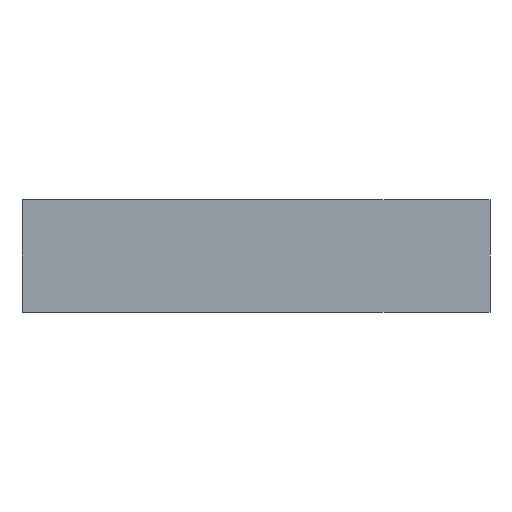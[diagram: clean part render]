
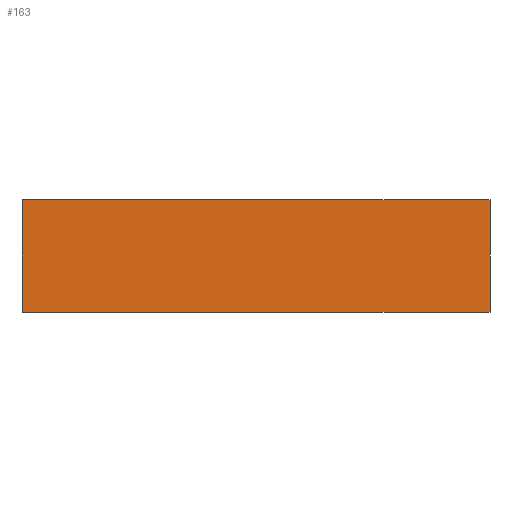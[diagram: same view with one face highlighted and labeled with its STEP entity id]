
A CAD part, front view. The second image highlights one B-rep face of the part: STEP entity #163.
In plain terms, the highlighted planar face has unit normal (0, -1, 0).
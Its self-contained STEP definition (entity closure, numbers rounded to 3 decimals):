
#18=PLANE('',#188);
#26=FACE_OUTER_BOUND('',#35,.T.);
#35=EDGE_LOOP('',(#125,#126,#127,#128));
#48=LINE('',#257,#65);
#49=LINE('',#260,#66);
#50=LINE('',#262,#67);
#51=LINE('',#263,#68);
#65=VECTOR('',#211,10.);
#66=VECTOR('',#214,10.);
#67=VECTOR('',#215,10.);
#68=VECTOR('',#216,10.);
#84=VERTEX_POINT('',#250);
#87=VERTEX_POINT('',#255);
#88=VERTEX_POINT('',#259);
#89=VERTEX_POINT('',#261);
#102=EDGE_CURVE('',#84,#87,#48,.T.);
#103=EDGE_CURVE('',#88,#84,#49,.T.);
#104=EDGE_CURVE('',#89,#87,#50,.T.);
#105=EDGE_CURVE('',#88,#89,#51,.T.);
#125=ORIENTED_EDGE('',*,*,#103,.T.);
#126=ORIENTED_EDGE('',*,*,#102,.T.);
#127=ORIENTED_EDGE('',*,*,#104,.F.);
#128=ORIENTED_EDGE('',*,*,#105,.F.);
#163=ADVANCED_FACE('',(#26),#18,.T.);
#188=AXIS2_PLACEMENT_3D('',#258,#212,#213);
#211=DIRECTION('',(0.,0.,1.));
#212=DIRECTION('center_axis',(0.,-1.,0.));
#213=DIRECTION('ref_axis',(1.,0.,0.));
#214=DIRECTION('',(1.,0.,0.));
#215=DIRECTION('',(1.,0.,0.));
#216=DIRECTION('',(0.,0.,1.));
#250=CARTESIAN_POINT('',(3.126,-15.65,0.));
#255=CARTESIAN_POINT('',(3.126,-15.65,1.5));
#257=CARTESIAN_POINT('',(3.126,-15.65,0.));
#258=CARTESIAN_POINT('Origin',(-3.126,-15.65,0.));
#259=CARTESIAN_POINT('',(-3.126,-15.65,0.));
#260=CARTESIAN_POINT('',(-3.126,-15.65,0.));
#261=CARTESIAN_POINT('',(-3.126,-15.65,1.5));
#262=CARTESIAN_POINT('',(-3.126,-15.65,1.5));
#263=CARTESIAN_POINT('',(-3.126,-15.65,0.));
